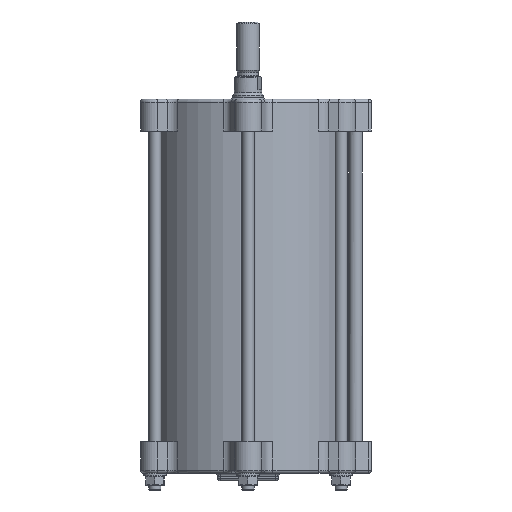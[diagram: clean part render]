
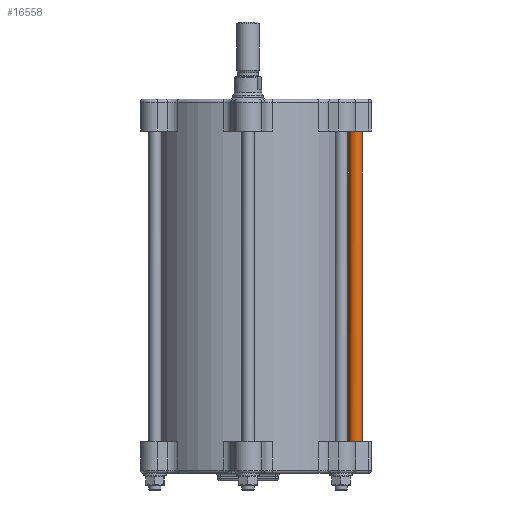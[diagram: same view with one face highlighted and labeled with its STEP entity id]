
A CAD part, front view. The second image highlights one B-rep face of the part: STEP entity #16558.
In plain terms, the highlighted cylindrical face has radius 9 mm (diameter 18 mm), a full revolution.
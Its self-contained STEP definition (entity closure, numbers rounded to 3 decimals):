
#1702=CYLINDRICAL_SURFACE('',#17874,9.);
#2382=FACE_BOUND('',#4009,.T.);
#2761=FACE_OUTER_BOUND('',#4008,.T.);
#4008=EDGE_LOOP('',(#10666));
#4009=EDGE_LOOP('',(#10667));
#5491=CIRCLE('',#17860,9.);
#5496=CIRCLE('',#17868,9.);
#6853=VERTEX_POINT('',#25673);
#6858=VERTEX_POINT('',#25686);
#8303=EDGE_CURVE('',#6853,#6853,#5491,.T.);
#8308=EDGE_CURVE('',#6858,#6858,#5496,.T.);
#10666=ORIENTED_EDGE('',*,*,#8303,.T.);
#10667=ORIENTED_EDGE('',*,*,#8308,.T.);
#16558=ADVANCED_FACE('',(#2761,#2382),#1702,.T.);
#17860=AXIS2_PLACEMENT_3D('',#25674,#20461,#20462);
#17868=AXIS2_PLACEMENT_3D('',#25687,#20477,#20478);
#17874=AXIS2_PLACEMENT_3D('',#25695,#20489,#20490);
#20461=DIRECTION('center_axis',(0.,0.,
1.));
#20462=DIRECTION('ref_axis',(-0.992,0.129,0.));
#20477=DIRECTION('center_axis',(0.,0.,
-1.));
#20478=DIRECTION('ref_axis',(-0.992,0.129,0.));
#20489=DIRECTION('center_axis',(0.,0.,1.));
#20490=DIRECTION('ref_axis',(-0.992,0.129,0.));
#25673=CARTESIAN_POINT('',(144.042,8.765,-5.5));
#25674=CARTESIAN_POINT('Origin',(142.,0.,-5.5));
#25686=CARTESIAN_POINT('',(138.446,8.268,415.5));
#25687=CARTESIAN_POINT('Origin',(142.,0.,415.5));
#25695=CARTESIAN_POINT('Origin',(142.,0.,-13.));
